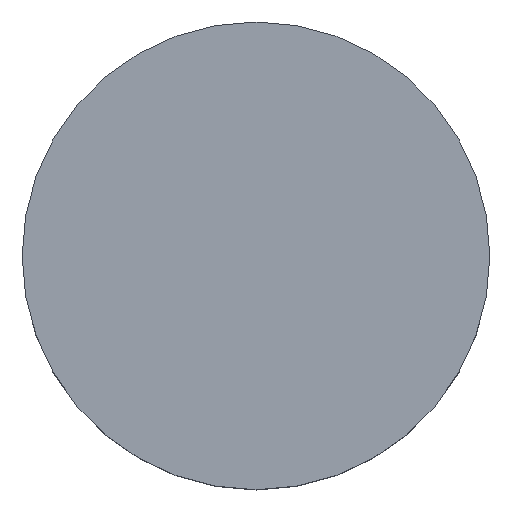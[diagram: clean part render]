
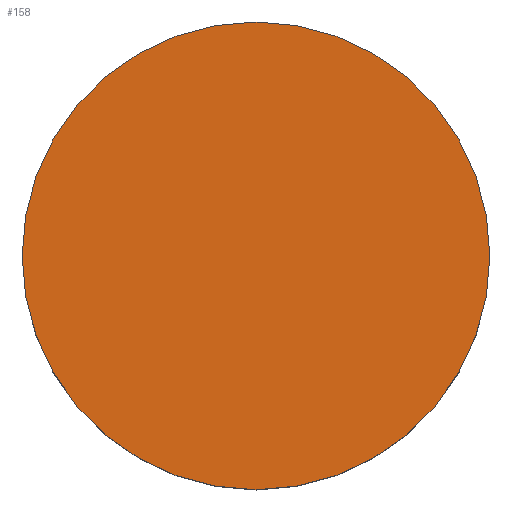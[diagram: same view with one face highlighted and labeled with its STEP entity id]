
A CAD part, top view. The second image highlights one B-rep face of the part: STEP entity #158.
In plain terms, the highlighted planar face has unit normal (0, 0, 1).
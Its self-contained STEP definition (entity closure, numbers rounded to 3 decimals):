
#3 = AXIS2_PLACEMENT_3D ( 'NONE', #122, #55, #52 ) ;
#13 = AXIS2_PLACEMENT_3D ( 'NONE', #28, #78, #133 ) ;
#23 = CIRCLE ( 'NONE', #118, 7.5 ) ;
#28 = CARTESIAN_POINT ( 'NONE',  ( 0., 0., 5. ) ) ;
#30 = EDGE_LOOP ( 'NONE', ( #93, #45 ) ) ;
#41 = EDGE_CURVE ( 'NONE', #166, #120, #23, .T. ) ;
#45 = ORIENTED_EDGE ( 'NONE', *, *, #154, .T. ) ;
#51 = FACE_OUTER_BOUND ( 'NONE', #30, .T. ) ;
#52 = DIRECTION ( 'NONE',  ( 1., 0., 0. ) ) ;
#55 = DIRECTION ( 'NONE',  ( 0., 0., 1. ) ) ;
#57 = CIRCLE ( 'NONE', #3, 7.5 ) ;
#65 = CARTESIAN_POINT ( 'NONE',  ( 0., -7.5, 5. ) ) ;
#67 = DIRECTION ( 'NONE',  ( 0., 0., 1. ) ) ;
#78 = DIRECTION ( 'NONE',  ( 0., 0., 1. ) ) ;
#82 = CARTESIAN_POINT ( 'NONE',  ( 0., 0., 5. ) ) ;
#93 = ORIENTED_EDGE ( 'NONE', *, *, #41, .T. ) ;
#118 = AXIS2_PLACEMENT_3D ( 'NONE', #82, #67, #121 ) ;
#120 = VERTEX_POINT ( 'NONE', #153 ) ;
#121 = DIRECTION ( 'NONE',  ( 1., 0., 0. ) ) ;
#122 = CARTESIAN_POINT ( 'NONE',  ( 0., 0., 5. ) ) ;
#133 = DIRECTION ( 'NONE',  ( 1., 0., 0. ) ) ;
#149 = PLANE ( 'NONE',  #13 ) ;
#153 = CARTESIAN_POINT ( 'NONE',  ( 0., 7.5, 5. ) ) ;
#154 = EDGE_CURVE ( 'NONE', #120, #166, #57, .T. ) ;
#158 = ADVANCED_FACE ( 'NONE', ( #51 ), #149, .T. ) ;
#166 = VERTEX_POINT ( 'NONE', #65 ) ;
